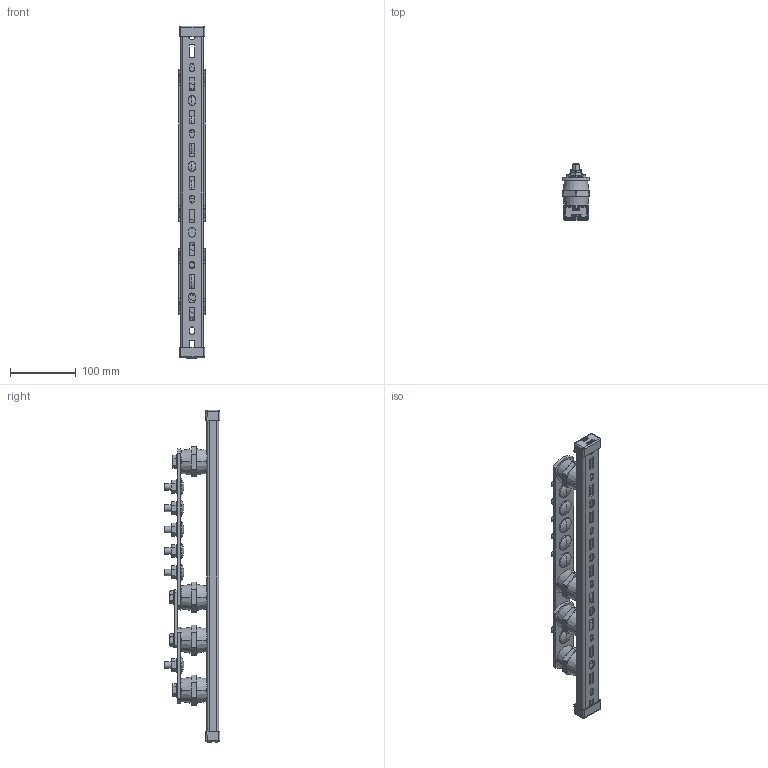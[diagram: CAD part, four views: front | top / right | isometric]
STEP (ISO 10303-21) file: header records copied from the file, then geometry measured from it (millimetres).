
FILE_DESCRIPTION (( 'STEP AP214' ), '1' );
FILE_NAME ('5015870.STEP', '2022-09-29T09:29:19', ( '' ), ( '' ), 'SwSTEP 2.0', 'SolidWorks 2020', '' );
FILE_SCHEMA (( 'AUTOMOTIVE_DESIGN' ));
Length unit declared in the file: millimetre
Products named in the file (17): 088841; 5015870; 011645_Hexagon Nut ISO 4032 - M10 - D - C; 124033; BC003_500; 018622_ISO 4017 - M10 x 25; 116886_CU 05 Art.-Nr.: 5015 830; BC008_Standard; 052019_t=4mm; 086424_M10x25-; 013622_DIN 137-B10; 088844; 088843; 123651
Assembly tree (52 placements, depth 3):
  5015870
    BC003_500
    BC008_Standard  x2
    052019_t=4mm
    116886_CU 05 Art.-Nr.: 5015 830
    088841
      088844
      088843  x2
    088841
      088844
      088843  x2
    088841
      088844
      088843  x2
    086424_M10x25-  x6
    013622_DIN 137-B10  x10
    011645_Hexagon Nut ISO 4032 - M10 - D - C  x6
    018622_ISO 4017 - M10 x 25  x4
    123651  x4
    124033
    088841
      088844
      088843  x2
Bounding box: 40 x 84.74 x 504.6 mm (x, y, z)
Volume: 384621.8 mm3; surface area: 211914.1 mm2
Topology: 48 solids, 48 shells, 1667 faces, 3951 edges, 2460 vertices
Faces by surface type: plane 743, cylinder 421, bspline 239, cone 220, torus 24, sphere 20
Entity records: 37284 total; most frequent: CARTESIAN_POINT 14538, ORIENTED_EDGE 4354, DIRECTION 3775, EDGE_CURVE 2177, VERTEX_POINT 1404, LINE 1285, VECTOR 1285, AXIS2_PLACEMENT_3D 1245
